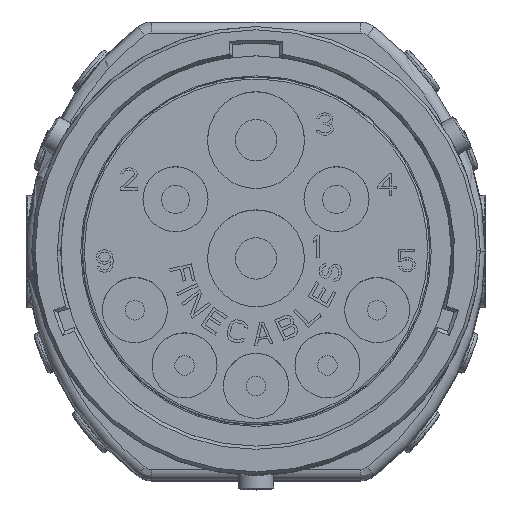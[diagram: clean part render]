
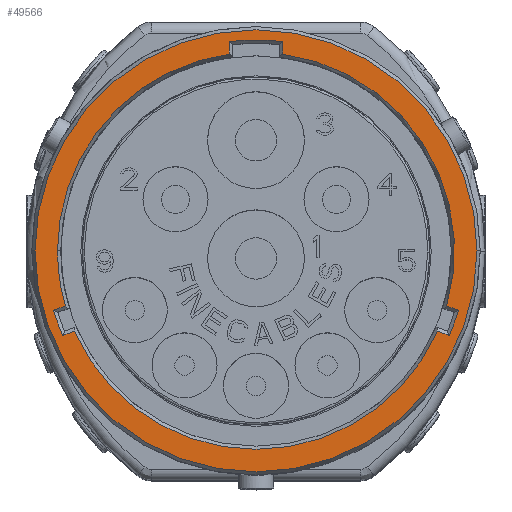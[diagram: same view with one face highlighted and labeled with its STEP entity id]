
A CAD part, top view. The second image highlights one B-rep face of the part: STEP entity #49566.
In plain terms, the highlighted planar face has unit normal (0, 0, 1).
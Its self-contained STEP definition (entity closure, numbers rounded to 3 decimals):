
#452 = DIRECTION ( 'NONE',  ( 0., 1., 0. ) ) ;
#464 = CIRCLE ( 'NONE', #28429, 18.865 ) ;
#818 = EDGE_CURVE ( 'NONE', #22156, #18879, #11968, .T. ) ;
#1230 = EDGE_CURVE ( 'NONE', #24834, #22156, #30122, .T. ) ;
#1338 = EDGE_CURVE ( 'NONE', #2050, #15439, #27474, .T. ) ;
#1577 = CARTESIAN_POINT ( 'NONE',  ( 0.19, -6.302, 236.001 ) ) ;
#1585 = AXIS2_PLACEMENT_3D ( 'NONE', #38915, #38870, #38801 ) ;
#1644 = FACE_BOUND ( 'NONE', #52072, .T. ) ;
#2050 = VERTEX_POINT ( 'NONE', #40684 ) ;
#2195 = EDGE_CURVE ( 'NONE', #10831, #2050, #3065, .T. ) ;
#2629 = VERTEX_POINT ( 'NONE', #27940 ) ;
#2801 = CIRCLE ( 'NONE', #45329, 19.766 ) ;
#2974 = CARTESIAN_POINT ( 'NONE',  ( -2.195, -6.302, 236.001 ) ) ;
#3065 = LINE ( 'NONE', #55066, #35953 ) ;
#3178 = CARTESIAN_POINT ( 'NONE',  ( -2.195, -6.302, 236.001 ) ) ;
#3232 = CARTESIAN_POINT ( 'NONE',  ( -18.429, -13.488, 236.001 ) ) ;
#3932 = CARTESIAN_POINT ( 'NONE',  ( 14.861, -11.232, 236.001 ) ) ;
#4464 = ORIENTED_EDGE ( 'NONE', *, *, #46220, .F. ) ;
#6244 = CARTESIAN_POINT ( 'NONE',  ( -2.195, -6.302, 236.001 ) ) ;
#6631 = DIRECTION ( 'NONE',  ( -0.94, 0.342, 0. ) ) ;
#7332 = DIRECTION ( 'NONE',  ( 1., 0., 0. ) ) ;
#7341 = AXIS2_PLACEMENT_3D ( 'NONE', #29544, #42235, #16709 ) ;
#7526 = DIRECTION ( 'NONE',  ( -1., 0., 0. ) ) ;
#8032 = EDGE_CURVE ( 'NONE', #23585, #14488, #24891, .T. ) ;
#8060 = EDGE_CURVE ( 'NONE', #31289, #24834, #13340, .T. ) ;
#8527 = VECTOR ( 'NONE', #452, 1000. ) ;
#10210 = EDGE_CURVE ( 'NONE', #40012, #44699, #13176, .T. ) ;
#10593 = DIRECTION ( 'NONE',  ( 1., 0., 0. ) ) ;
#10831 = VERTEX_POINT ( 'NONE', #16141 ) ;
#11489 = CARTESIAN_POINT ( 'NONE',  ( -19.476, -13.869, 236.001 ) ) ;
#11907 = ORIENTED_EDGE ( 'NONE', *, *, #1230, .F. ) ;
#11968 = CIRCLE ( 'NONE', #13233, 18.865 ) ;
#12709 = DIRECTION ( 'NONE',  ( -1., 0., 0. ) ) ;
#12756 = DIRECTION ( 'NONE',  ( 0., 0., 1. ) ) ;
#12765 = CARTESIAN_POINT ( 'NONE',  ( -2.195, -6.302, 236.001 ) ) ;
#13176 = CIRCLE ( 'NONE', #14373, 17.754 ) ;
#13233 = AXIS2_PLACEMENT_3D ( 'NONE', #12765, #12756, #12709 ) ;
#13340 = CIRCLE ( 'NONE', #1585, 17.754 ) ;
#13702 = ORIENTED_EDGE ( 'NONE', *, *, #8032, .F. ) ;
#14203 = CIRCLE ( 'NONE', #21713, 19.766 ) ;
#14223 = EDGE_CURVE ( 'NONE', #44699, #23585, #44976, .T. ) ;
#14313 = CARTESIAN_POINT ( 'NONE',  ( -2.195, -6.302, 236.001 ) ) ;
#14370 = CARTESIAN_POINT ( 'NONE',  ( -2.195, -6.302, 236.001 ) ) ;
#14373 = AXIS2_PLACEMENT_3D ( 'NONE', #44974, #44900, #44851 ) ;
#14444 = ORIENTED_EDGE ( 'NONE', *, *, #8060, .F. ) ;
#14488 = VERTEX_POINT ( 'NONE', #38383 ) ;
#14638 = CARTESIAN_POINT ( 'NONE',  ( -2.195, -6.302, 236.001 ) ) ;
#14744 = CARTESIAN_POINT ( 'NONE',  ( 0.19, 11.291, 236.001 ) ) ;
#15189 = ORIENTED_EDGE ( 'NONE', *, *, #818, .F. ) ;
#15207 = CARTESIAN_POINT ( 'NONE',  ( 0.19, 12.412, 236.001 ) ) ;
#15364 = EDGE_CURVE ( 'NONE', #40827, #19277, #14203, .T. ) ;
#15439 = VERTEX_POINT ( 'NONE', #41745 ) ;
#15636 = EDGE_CURVE ( 'NONE', #18879, #40012, #51442, .T. ) ;
#16141 = CARTESIAN_POINT ( 'NONE',  ( 14.04, -13.488, 236.001 ) ) ;
#16275 = ORIENTED_EDGE ( 'NONE', *, *, #15636, .F. ) ;
#16687 = EDGE_LOOP ( 'NONE', ( #48378, #25279 ) ) ;
#16709 = DIRECTION ( 'NONE',  ( 1., 0., 0. ) ) ;
#17895 = EDGE_CURVE ( 'NONE', #2629, #52873, #51913, .T. ) ;
#18062 = CARTESIAN_POINT ( 'NONE',  ( -4.58, -6.302, 236.001 ) ) ;
#18632 = DIRECTION ( 'NONE',  ( 1., 0., 0. ) ) ;
#18690 = DIRECTION ( 'NONE',  ( -1., 0., 0. ) ) ;
#18879 = VERTEX_POINT ( 'NONE', #18887 ) ;
#18887 = CARTESIAN_POINT ( 'NONE',  ( -4.58, 12.412, 236.001 ) ) ;
#19277 = VERTEX_POINT ( 'NONE', #51726 ) ;
#21713 = AXIS2_PLACEMENT_3D ( 'NONE', #2974, #33063, #7332 ) ;
#22156 = VERTEX_POINT ( 'NONE', #15207 ) ;
#23141 = CARTESIAN_POINT ( 'NONE',  ( 17.572, -6.302, 236.001 ) ) ;
#23585 = VERTEX_POINT ( 'NONE', #36365 ) ;
#23850 = DIRECTION ( 'NONE',  ( -1., 0., 0. ) ) ;
#24153 = CARTESIAN_POINT ( 'NONE',  ( -19.948, -6.302, 236.001 ) ) ;
#24491 = EDGE_CURVE ( 'NONE', #15439, #31289, #26483, .T. ) ;
#24684 = FACE_OUTER_BOUND ( 'NONE', #16687, .T. ) ;
#24834 = VERTEX_POINT ( 'NONE', #14744 ) ;
#24891 = LINE ( 'NONE', #39600, #34759 ) ;
#25279 = ORIENTED_EDGE ( 'NONE', *, *, #38008, .F. ) ;
#25753 = AXIS2_PLACEMENT_3D ( 'NONE', #14370, #44200, #18690 ) ;
#26335 = DIRECTION ( 'NONE',  ( 0., 0., 1. ) ) ;
#26483 = LINE ( 'NONE', #40868, #36368 ) ;
#26674 = AXIS2_PLACEMENT_3D ( 'NONE', #14638, #26335, #23850 ) ;
#27474 = CIRCLE ( 'NONE', #26674, 18.865 ) ;
#27940 = CARTESIAN_POINT ( 'NONE',  ( -19.476, -13.869, 236.001 ) ) ;
#28269 = EDGE_CURVE ( 'NONE', #14488, #2629, #464, .T. ) ;
#28429 = AXIS2_PLACEMENT_3D ( 'NONE', #14313, #44142, #18632 ) ;
#29044 = VECTOR ( 'NONE', #39288, 1000. ) ;
#29533 = VECTOR ( 'NONE', #37120, 1000. ) ;
#29544 = CARTESIAN_POINT ( 'NONE',  ( -2.195, -6.302, 236.001 ) ) ;
#30122 = LINE ( 'NONE', #1577, #8527 ) ;
#31289 = VERTEX_POINT ( 'NONE', #3932 ) ;
#31483 = ORIENTED_EDGE ( 'NONE', *, *, #17895, .F. ) ;
#33063 = DIRECTION ( 'NONE',  ( 0., 0., -1. ) ) ;
#33255 = DIRECTION ( 'NONE',  ( 0., 0., 1. ) ) ;
#34161 = CIRCLE ( 'NONE', #25753, 17.754 ) ;
#34461 = ORIENTED_EDGE ( 'NONE', *, *, #14223, .F. ) ;
#34759 = VECTOR ( 'NONE', #39340, 1000. ) ;
#35953 = VECTOR ( 'NONE', #54552, 1000. ) ;
#36238 = DIRECTION ( 'NONE',  ( 0., 0., -1. ) ) ;
#36365 = CARTESIAN_POINT ( 'NONE',  ( -19.25, -11.232, 236.001 ) ) ;
#36368 = VECTOR ( 'NONE', #6631, 1000. ) ;
#36610 = CARTESIAN_POINT ( 'NONE',  ( -4.58, 11.291, 236.001 ) ) ;
#36949 = ORIENTED_EDGE ( 'NONE', *, *, #24491, .F. ) ;
#37120 = DIRECTION ( 'NONE',  ( 0.94, 0.342, 0. ) ) ;
#37977 = PLANE ( 'NONE',  #7341 ) ;
#38008 = EDGE_CURVE ( 'NONE', #19277, #40827, #2801, .T. ) ;
#38383 = CARTESIAN_POINT ( 'NONE',  ( -20.296, -11.613, 236.001 ) ) ;
#38801 = DIRECTION ( 'NONE',  ( -1., 0., 0. ) ) ;
#38870 = DIRECTION ( 'NONE',  ( 0., 0., 1. ) ) ;
#38915 = CARTESIAN_POINT ( 'NONE',  ( -2.195, -6.302, 236.001 ) ) ;
#39288 = DIRECTION ( 'NONE',  ( 0., -1., 0. ) ) ;
#39340 = DIRECTION ( 'NONE',  ( -0.94, -0.342, 0. ) ) ;
#39600 = CARTESIAN_POINT ( 'NONE',  ( -19.25, -11.232, 236.001 ) ) ;
#40012 = VERTEX_POINT ( 'NONE', #36610 ) ;
#40684 = CARTESIAN_POINT ( 'NONE',  ( 15.086, -13.869, 236.001 ) ) ;
#40827 = VERTEX_POINT ( 'NONE', #23141 ) ;
#40868 = CARTESIAN_POINT ( 'NONE',  ( 15.907, -11.613, 236.001 ) ) ;
#41745 = CARTESIAN_POINT ( 'NONE',  ( 15.907, -11.613, 236.001 ) ) ;
#42235 = DIRECTION ( 'NONE',  ( 0., 0., -1. ) ) ;
#44142 = DIRECTION ( 'NONE',  ( 0., 0., 1. ) ) ;
#44146 = ORIENTED_EDGE ( 'NONE', *, *, #28269, .F. ) ;
#44200 = DIRECTION ( 'NONE',  ( 0., 0., 1. ) ) ;
#44699 = VERTEX_POINT ( 'NONE', #24153 ) ;
#44851 = DIRECTION ( 'NONE',  ( -1., 0., 0. ) ) ;
#44873 = AXIS2_PLACEMENT_3D ( 'NONE', #3178, #33255, #7526 ) ;
#44900 = DIRECTION ( 'NONE',  ( 0., 0., 1. ) ) ;
#44974 = CARTESIAN_POINT ( 'NONE',  ( -2.195, -6.302, 236.001 ) ) ;
#44976 = CIRCLE ( 'NONE', #44873, 17.754 ) ;
#45030 = ORIENTED_EDGE ( 'NONE', *, *, #1338, .F. ) ;
#45329 = AXIS2_PLACEMENT_3D ( 'NONE', #6244, #36238, #10593 ) ;
#46220 = EDGE_CURVE ( 'NONE', #52873, #10831, #34161, .T. ) ;
#48378 = ORIENTED_EDGE ( 'NONE', *, *, #15364, .F. ) ;
#49542 = ORIENTED_EDGE ( 'NONE', *, *, #10210, .F. ) ;
#49566 = ADVANCED_FACE ( 'NONE', ( #24684, #1644 ), #37977, .F. ) ;
#51442 = LINE ( 'NONE', #18062, #29044 ) ;
#51726 = CARTESIAN_POINT ( 'NONE',  ( -21.961, -6.302, 236.001 ) ) ;
#51913 = LINE ( 'NONE', #11489, #29533 ) ;
#52072 = EDGE_LOOP ( 'NONE', ( #49542, #16275, #15189, #11907, #14444, #36949, #45030, #52548, #4464, #31483, #44146, #13702, #34461 ) ) ;
#52548 = ORIENTED_EDGE ( 'NONE', *, *, #2195, .F. ) ;
#52873 = VERTEX_POINT ( 'NONE', #3232 ) ;
#54552 = DIRECTION ( 'NONE',  ( 0.94, -0.342, 0. ) ) ;
#55066 = CARTESIAN_POINT ( 'NONE',  ( 14.04, -13.488, 236.001 ) ) ;
